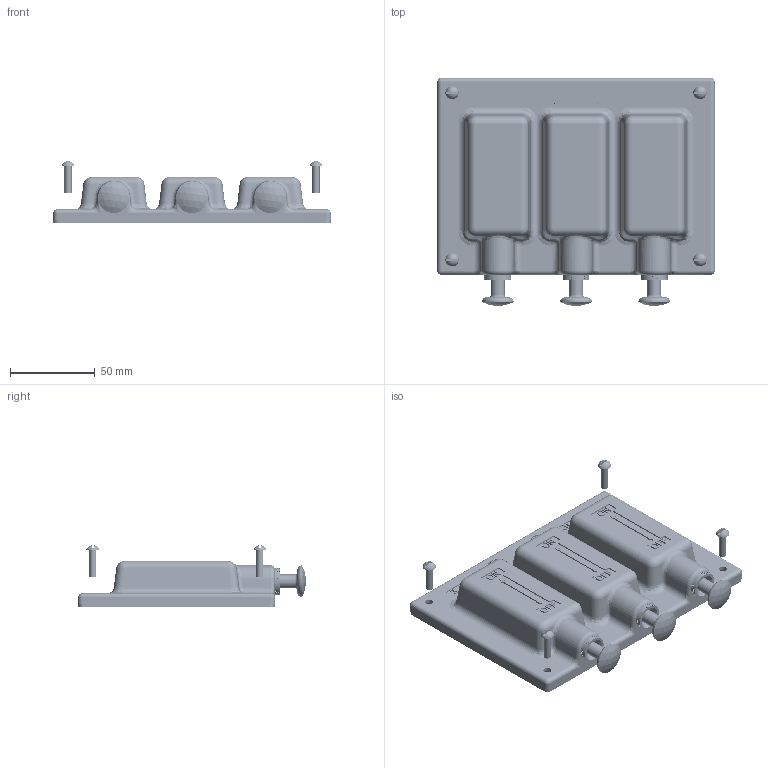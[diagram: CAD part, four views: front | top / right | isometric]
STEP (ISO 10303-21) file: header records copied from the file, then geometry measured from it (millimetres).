
FILE_DESCRIPTION(/* description */ ('3-FST COVER ASSEMBLY'),/* implementation_level */ '2;1');
FILE_NAME(/* name */ 'KIL_3FST.stp',/* time_stamp */ '2020-11-04T15:46:32+05:00',/* author */ ('lsugumaran'),/* organization */ (''),/* preprocessor_version */ 'ST-DEVELOPER v18',/* originating_system */ 'Autodesk Inventor 2020',/* authorisation */ '');
FILE_SCHEMA (('AUTOMOTIVE_DESIGN { 1 0 10303 214 3 1 1 }'));
Products named in the file (8): 02877CAAM; 0067662M; 0301475B; 0722675B; 0121200B; 01273; 0102400B; 0700438B
Assembly tree (18 placements, depth 2):
  02877CAAM
    0067662M
    0301475B
    0722675B  x4
    0121200B  x3
    01273  x3
    0102400B  x3
    0700438B  x3
Bounding box: 163.51 x 134.28 x 36.33 mm (x, y, z)
Volume: 145294.8 mm3; surface area: 95188.9 mm2
Topology: 21 solids, 21 shells, 10571 faces, 25822 edges, 15397 vertices
Faces by surface type: plane 8073, cylinder 1850, bspline 580, sphere 32, cone 20, torus 16
Full cylindrical faces by diameter (mm): 3.969 x7, 4.166 x4, 4.762 x4, 5.41 x3, 5.588 x3, 7.938 x3, 7.988 x3, 8.23 x3, 8.433 x3, 8.467 x1, 10.715 x6, 11.112 x3, 11.509 x3, 12.598 x27, 12.7 x1, 18.653 x3
Entity records: 146924 total; most frequent: CARTESIAN_POINT 37543, ORIENTED_EDGE 23014, DIRECTION 21230, EDGE_CURVE 11507, LINE 7688, VECTOR 7688, VERTEX_POINT 7027, AXIS2_PLACEMENT_3D 6771
